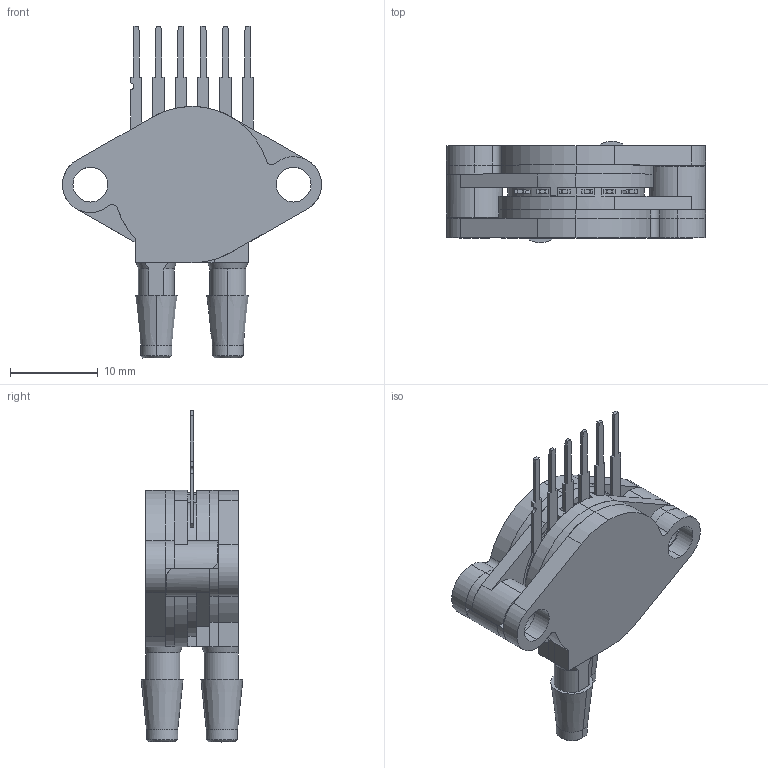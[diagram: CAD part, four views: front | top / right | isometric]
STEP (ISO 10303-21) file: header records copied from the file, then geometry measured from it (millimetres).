
FILE_DESCRIPTION (( 'STEP AP214' ), '1' );
FILE_NAME ('MPX5010DP.STEP', '2022-04-29T12:37:11', ( '' ), ( '' ), 'SwSTEP 2.0', 'SolidWorks 2018', '' );
FILE_SCHEMA (( 'AUTOMOTIVE_DESIGN' ));
Length unit declared in the file: millimetre
Products named in the file (1): MPX5010DP
Bounding box: 29.46 x 11.56 x 37.74 mm (x, y, z)
Volume: 3368.2 mm3; surface area: 6001.4 mm2
Topology: 19 solids, 19 shells, 339 faces, 840 edges, 548 vertices
Faces by surface type: plane 176, cylinder 129, cone 34
Entity records: 13855 total; most frequent: CARTESIAN_POINT 1856, DIRECTION 1800, ORIENTED_EDGE 1680, EDGE_CURVE 840, AXIS2_PLACEMENT_3D 644, VERTEX_POINT 548, LINE 512, VECTOR 512
